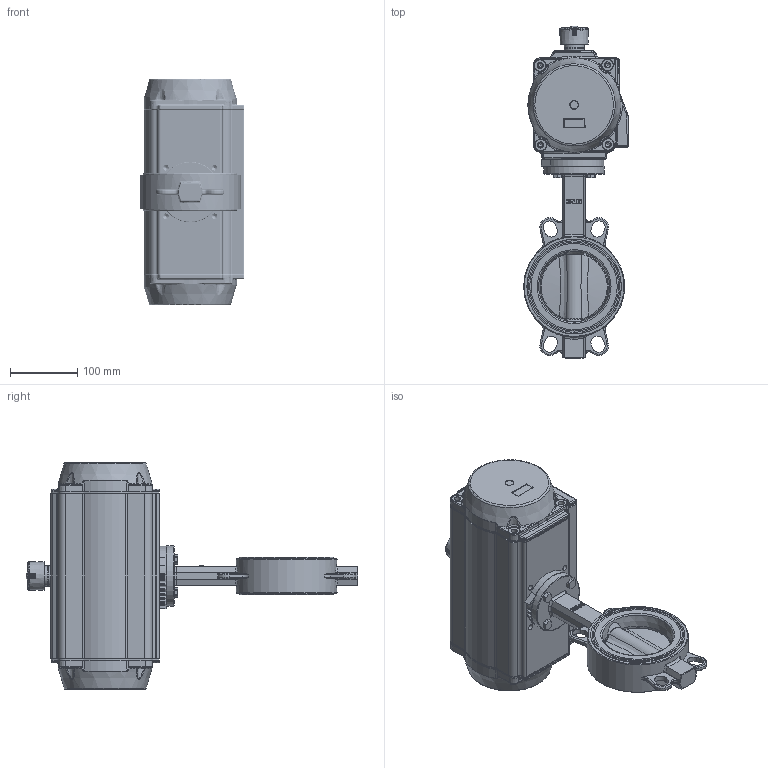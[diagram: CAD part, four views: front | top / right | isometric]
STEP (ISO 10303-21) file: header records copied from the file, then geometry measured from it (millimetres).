
FILE_DESCRIPTION(/* description */ ('Unknown'),/* implementation_level */ '2;1');
FILE_NAME(/* name */ 'PE07 5100_5110_5120-12',/* time_stamp */ '2025-04-02T11:35:29+02:00',/* author */ ('Unknown'),/* organization */ ('Unknown'),/* preprocessor_version */ 'ST-DEVELOPER v19.4',/* originating_system */ 'Solid Edge',/* authorisation */ 'Unknown');
FILE_SCHEMA (('AUTOMOTIVE_DESIGN {1 0 10303 214 3 1 1}'));
Products named in the file (20): PE07 5100_5110_5120-12; WAFER-DN100; DN100概极; seat; disc; shaft1; shaft2; bushing1; Raster DN40- DN150; DIN933_M8x35; PD08_PE07; VTE125埴詰; vt125-2016-06-25; vt125-2016-06-25   酘傷裔_MIR; VT125-03-01   活塞; VT125-3 粣; Optische Anzeige; ______; ________(___________; cup head nib bolts with large head gb_GB_FASTENER_BOLT_CHNBW M6X25-N
Assembly tree (27 placements, depth 4):
  PE07 5100_5110_5120-12
    WAFER-DN100
      DN100概极
      seat
      disc
      shaft1
      shaft2
      bushing1  x2
    Raster DN40- DN150
    DIN933_M8x35  x4
    PD08_PE07
      VTE125埴詰
      vt125-2016-06-25
      vt125-2016-06-25   酘傷裔_MIR
      VT125-03-01   活塞  x2
      VT125-3 粣
      Optische Anzeige
        ______
        ________(___________  x4
        cup head nib bolts with large head gb_GB_FASTENER_BOLT_CHNBW M6X25-N
Bounding box: 155.53 x 493 x 337 mm (x, y, z)
Volume: 4192038.5 mm3; surface area: 921214.7 mm2
Topology: 24 solids, 24 shells, 3832 faces, 9604 edges, 5931 vertices
Faces by surface type: plane 1093, cylinder 1024, bspline 843, torus 571, cone 248, sphere 53
Full cylindrical faces by diameter (mm): 3 x16, 3.3 x8, 4.134 x8, 4.66 x1, 4.917 x1, 5 x1, 6 x1, 6.2 x1, 6.647 x12, 6.8 x8, 7 x1, 8 x4, 8.376 x4, 10 x4, 10.106 x2, 10.7 x1, 11.445 x2, 12 x1, 13 x2, 15.77 x5, 15.93 x1, 16 x2, 17 x8, 17.5 x2, 20.6 x4, 20.7 x2, 25 x1, 25.8 x2, 26 x2, 26.4 x1
Entity records: 126362 total; most frequent: CARTESIAN_POINT 60114, ORIENTED_EDGE 14384, DIRECTION 11839, EDGE_CURVE 7192, VERTEX_POINT 4673, AXIS2_PLACEMENT_3D 4577, FACE_BOUND 3597, EDGE_LOOP 3573
